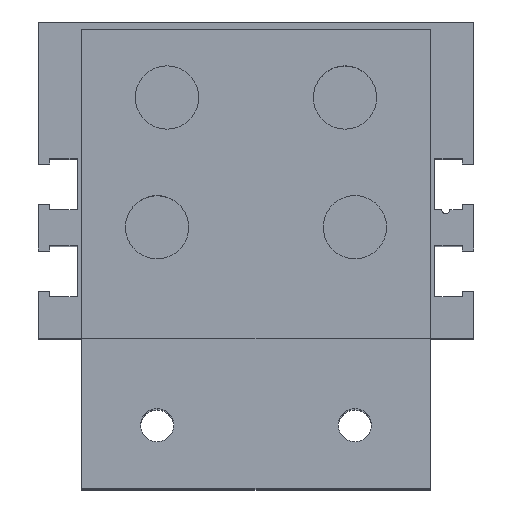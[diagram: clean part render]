
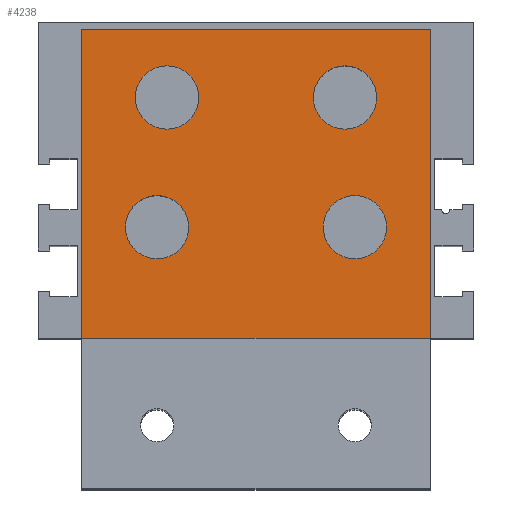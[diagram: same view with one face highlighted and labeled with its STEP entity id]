
A CAD part, top view. The second image highlights one B-rep face of the part: STEP entity #4238.
In plain terms, the highlighted planar face has unit normal (0, 0, 1).
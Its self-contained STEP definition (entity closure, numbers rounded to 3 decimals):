
#359 = CARTESIAN_POINT ( 'NONE',  ( 22., 19., 62. ) ) ;
#360 = LINE ( 'NONE', #362, #371 ) ;
#361 = DIRECTION ( 'NONE',  ( -1., 0., 0. ) ) ;
#362 = CARTESIAN_POINT ( 'NONE',  ( -22., 19., 62. ) ) ;
#363 = CARTESIAN_POINT ( 'NONE',  ( -22., 19., 62. ) ) ;
#365 = DIRECTION ( 'NONE',  ( 0., 1., 0. ) ) ;
#366 = VECTOR ( 'NONE', #365, 1000. ) ;
#367 = CARTESIAN_POINT ( 'NONE',  ( 22., 19., 62. ) ) ;
#368 = LINE ( 'NONE', #367, #366 ) ;
#371 = VECTOR ( 'NONE', #361, 1000. ) ;
#806 = ORIENTED_EDGE ( 'NONE', *, *, #841, .T. ) ;
#836 = VERTEX_POINT ( 'NONE', #363 ) ;
#837 = EDGE_CURVE ( 'NONE', #839, #836, #360, .T. ) ;
#839 = VERTEX_POINT ( 'NONE', #359 ) ;
#841 = EDGE_CURVE ( 'NONE', #4087, #839, #368, .T. ) ;
#858 = EDGE_CURVE ( 'NONE', #2812, #2718, #3734, .T. ) ;
#859 = ORIENTED_EDGE ( 'NONE', *, *, #2775, .F. ) ;
#860 = ORIENTED_EDGE ( 'NONE', *, *, #2753, .F. ) ;
#861 = EDGE_LOOP ( 'NONE', ( #862, #859 ) ) ;
#862 = ORIENTED_EDGE ( 'NONE', *, *, #858, .F. ) ;
#863 = EDGE_CURVE ( 'NONE', #2754, #2745, #3717, .T. ) ;
#864 = ORIENTED_EDGE ( 'NONE', *, *, #863, .F. ) ;
#865 = EDGE_LOOP ( 'NONE', ( #864, #860 ) ) ;
#866 = EDGE_CURVE ( 'NONE', #836, #4090, #3718, .T. ) ;
#867 = ORIENTED_EDGE ( 'NONE', *, *, #866, .T. ) ;
#869 = ORIENTED_EDGE ( 'NONE', *, *, #837, .T. ) ;
#926 = EDGE_CURVE ( 'NONE', #1095, #1096, #3722, .T. ) ;
#1095 = VERTEX_POINT ( 'NONE', #3817 ) ;
#1096 = VERTEX_POINT ( 'NONE', #3816 ) ;
#1123 = EDGE_CURVE ( 'NONE', #1124, #1128, #3916, .T. ) ;
#1124 = VERTEX_POINT ( 'NONE', #3918 ) ;
#1128 = VERTEX_POINT ( 'NONE', #3875 ) ;
#1353 = CARTESIAN_POINT ( 'NONE',  ( -7.25, 10.4, 62. ) ) ;
#1475 = CARTESIAN_POINT ( 'NONE',  ( -11.25, 10.4, 62. ) ) ;
#1478 = CIRCLE ( 'NONE', #1485, 4. ) ;
#1479 = DIRECTION ( 'NONE',  ( 0., 0., 1. ) ) ;
#1484 = DIRECTION ( 'NONE',  ( 1., 0., 0. ) ) ;
#1485 = AXIS2_PLACEMENT_3D ( 'NONE', #1475, #1479, #1484 ) ;
#1525 = CARTESIAN_POINT ( 'NONE',  ( 16.5, -6., 62. ) ) ;
#1529 = CARTESIAN_POINT ( 'NONE',  ( 8.5, -6., 62. ) ) ;
#1530 = DIRECTION ( 'NONE',  ( 1., 0., 0. ) ) ;
#1531 = DIRECTION ( 'NONE',  ( 0., 0., 1. ) ) ;
#1532 = CARTESIAN_POINT ( 'NONE',  ( 12.5, -6., 62. ) ) ;
#1533 = AXIS2_PLACEMENT_3D ( 'NONE', #1532, #1531, #1530 ) ;
#1534 = CIRCLE ( 'NONE', #1533, 4. ) ;
#1549 = CARTESIAN_POINT ( 'NONE',  ( -15.25, 10.4, 62. ) ) ;
#1992 = DIRECTION ( 'NONE',  ( -1., 0., 0. ) ) ;
#1993 = VECTOR ( 'NONE', #1992, 1000. ) ;
#1994 = CARTESIAN_POINT ( 'NONE',  ( -22., -20., 62. ) ) ;
#2096 = LINE ( 'NONE', #1994, #1993 ) ;
#2126 = CARTESIAN_POINT ( 'NONE',  ( -22., -20., 62. ) ) ;
#2127 = CARTESIAN_POINT ( 'NONE',  ( 22., -20., 62. ) ) ;
#2128 = DIRECTION ( 'NONE',  ( 1., 0., 0. ) ) ;
#2129 = DIRECTION ( 'NONE',  ( 0., 0., 1. ) ) ;
#2130 = CARTESIAN_POINT ( 'NONE',  ( 11.25, 10.4, 62. ) ) ;
#2131 = AXIS2_PLACEMENT_3D ( 'NONE', #2130, #2129, #2128 ) ;
#2132 = CIRCLE ( 'NONE', #2131, 4. ) ;
#2276 = DIRECTION ( 'NONE',  ( 1., 0., 0. ) ) ;
#2277 = DIRECTION ( 'NONE',  ( 0., 0., 1. ) ) ;
#2288 = FACE_BOUND ( 'NONE', #865, .T. ) ;
#2289 = FACE_OUTER_BOUND ( 'NONE', #4085, .T. ) ;
#2290 = FACE_BOUND ( 'NONE', #4071, .T. ) ;
#2291 = FACE_BOUND ( 'NONE', #4234, .T. ) ;
#2293 = CARTESIAN_POINT ( 'NONE',  ( -22., -39., 62. ) ) ;
#2294 = AXIS2_PLACEMENT_3D ( 'NONE', #2293, #2277, #2276 ) ;
#2295 = FACE_BOUND ( 'NONE', #861, .T. ) ;
#2300 = PLANE ( 'NONE',  #2294 ) ;
#2585 = DIRECTION ( 'NONE',  ( 1., 0., 0. ) ) ;
#2586 = DIRECTION ( 'NONE',  ( 0., 0., 1. ) ) ;
#2587 = CARTESIAN_POINT ( 'NONE',  ( -12.5, -6., 62. ) ) ;
#2588 = AXIS2_PLACEMENT_3D ( 'NONE', #2587, #2586, #2585 ) ;
#2589 = CIRCLE ( 'NONE', #2588, 4. ) ;
#2718 = VERTEX_POINT ( 'NONE', #1353 ) ;
#2745 = VERTEX_POINT ( 'NONE', #1525 ) ;
#2753 = EDGE_CURVE ( 'NONE', #2745, #2754, #1534, .T. ) ;
#2754 = VERTEX_POINT ( 'NONE', #1529 ) ;
#2775 = EDGE_CURVE ( 'NONE', #2718, #2812, #1478, .T. ) ;
#2812 = VERTEX_POINT ( 'NONE', #1549 ) ;
#3710 = DIRECTION ( 'NONE',  ( 0., -1., 0. ) ) ;
#3711 = VECTOR ( 'NONE', #3710, 1000. ) ;
#3712 = CARTESIAN_POINT ( 'NONE',  ( -22., 19., 62. ) ) ;
#3714 = DIRECTION ( 'NONE',  ( 1., 0., 0. ) ) ;
#3715 = DIRECTION ( 'NONE',  ( 0., 0., 1. ) ) ;
#3716 = AXIS2_PLACEMENT_3D ( 'NONE', #3735, #3715, #3714 ) ;
#3717 = CIRCLE ( 'NONE', #3716, 4. ) ;
#3718 = LINE ( 'NONE', #3712, #3711 ) ;
#3719 = DIRECTION ( 'NONE',  ( 1., 0., 0. ) ) ;
#3720 = DIRECTION ( 'NONE',  ( 0., 0., 1. ) ) ;
#3721 = AXIS2_PLACEMENT_3D ( 'NONE', #3727, #3720, #3719 ) ;
#3722 = CIRCLE ( 'NONE', #3721, 4. ) ;
#3727 = CARTESIAN_POINT ( 'NONE',  ( 11.25, 10.4, 62. ) ) ;
#3730 = DIRECTION ( 'NONE',  ( 1., 0., 0. ) ) ;
#3731 = DIRECTION ( 'NONE',  ( 0., 0., 1. ) ) ;
#3732 = CARTESIAN_POINT ( 'NONE',  ( -11.25, 10.4, 62. ) ) ;
#3733 = AXIS2_PLACEMENT_3D ( 'NONE', #3732, #3731, #3730 ) ;
#3734 = CIRCLE ( 'NONE', #3733, 4. ) ;
#3735 = CARTESIAN_POINT ( 'NONE',  ( 12.5, -6., 62. ) ) ;
#3816 = CARTESIAN_POINT ( 'NONE',  ( 15.25, 10.4, 62. ) ) ;
#3817 = CARTESIAN_POINT ( 'NONE',  ( 7.25, 10.4, 62. ) ) ;
#3875 = CARTESIAN_POINT ( 'NONE',  ( -8.5, -6., 62. ) ) ;
#3895 = DIRECTION ( 'NONE',  ( 1., 0., 0. ) ) ;
#3896 = DIRECTION ( 'NONE',  ( 0., 0., 1. ) ) ;
#3915 = AXIS2_PLACEMENT_3D ( 'NONE', #3917, #3896, #3895 ) ;
#3916 = CIRCLE ( 'NONE', #3915, 4. ) ;
#3917 = CARTESIAN_POINT ( 'NONE',  ( -12.5, -6., 62. ) ) ;
#3918 = CARTESIAN_POINT ( 'NONE',  ( -16.5, -6., 62. ) ) ;
#4071 = EDGE_LOOP ( 'NONE', ( #4088, #4095 ) ) ;
#4072 = ORIENTED_EDGE ( 'NONE', *, *, #1123, .F. ) ;
#4076 = ORIENTED_EDGE ( 'NONE', *, *, #4086, .F. ) ;
#4085 = EDGE_LOOP ( 'NONE', ( #4076, #806, #869, #867 ) ) ;
#4086 = EDGE_CURVE ( 'NONE', #4087, #4090, #2096, .T. ) ;
#4087 = VERTEX_POINT ( 'NONE', #2127 ) ;
#4088 = ORIENTED_EDGE ( 'NONE', *, *, #4091, .F. ) ;
#4090 = VERTEX_POINT ( 'NONE', #2126 ) ;
#4091 = EDGE_CURVE ( 'NONE', #1096, #1095, #2132, .T. ) ;
#4095 = ORIENTED_EDGE ( 'NONE', *, *, #926, .F. ) ;
#4234 = EDGE_LOOP ( 'NONE', ( #4235, #4072 ) ) ;
#4235 = ORIENTED_EDGE ( 'NONE', *, *, #4399, .F. ) ;
#4238 = ADVANCED_FACE ( 'NONE', ( #2291, #2290, #2289, #2288, #2295 ), #2300, .T. ) ;
#4399 = EDGE_CURVE ( 'NONE', #1128, #1124, #2589, .T. ) ;
